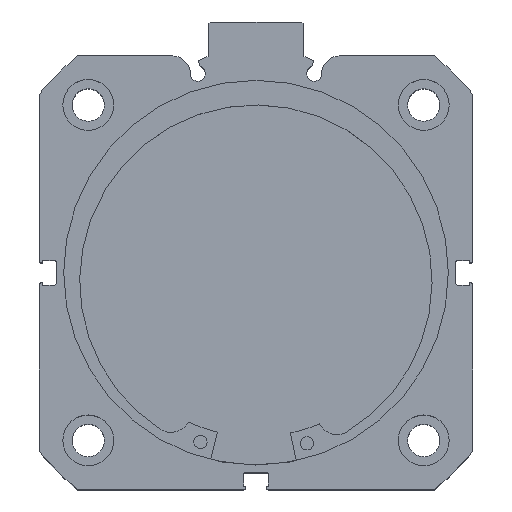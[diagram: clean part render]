
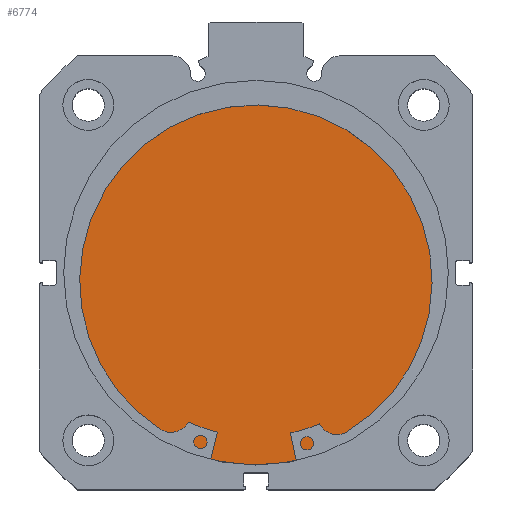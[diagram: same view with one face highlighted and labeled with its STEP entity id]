
A CAD part, top view. The second image highlights one B-rep face of the part: STEP entity #6774.
In plain terms, the highlighted face is planar.
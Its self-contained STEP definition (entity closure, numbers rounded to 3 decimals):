
#563 = EDGE_LOOP ( 'NONE', ( #4147, #4146 ) ) ;
#1487 = EDGE_CURVE ( 'NONE', #3799, #3736, #5510, .T. ) ;
#1496 = EDGE_CURVE ( 'NONE', #3736, #3799, #5521, .T. ) ;
#1872 = AXIS2_PLACEMENT_3D ( 'NONE', #4759, #4765, #4766 ) ;
#1875 = AXIS2_PLACEMENT_3D ( 'NONE', #4788, #4790, #4791 ) ;
#2112 = AXIS2_PLACEMENT_3D ( 'NONE', #2841, #2844, #2845 ) ;
#2290 = CARTESIAN_POINT ( 'NONE',  ( 13., 0., -51. ) ) ;
#2353 = CARTESIAN_POINT ( 'NONE',  ( 13., 0., 51. ) ) ;
#2841 = CARTESIAN_POINT ( 'NONE',  ( 13., 51., 0. ) ) ;
#2842 = PLANE ( 'NONE',  #2112 ) ;
#2844 = DIRECTION ( 'NONE',  ( -1., 0., 0. ) ) ;
#2845 = DIRECTION ( 'NONE',  ( 0., 0., 1. ) ) ;
#3736 = VERTEX_POINT ( 'NONE', #2290 ) ;
#3799 = VERTEX_POINT ( 'NONE', #2353 ) ;
#4146 = ORIENTED_EDGE ( 'NONE', *, *, #1496, .F. ) ;
#4147 = ORIENTED_EDGE ( 'NONE', *, *, #1487, .F. ) ;
#4759 = CARTESIAN_POINT ( 'NONE',  ( 13., 0., 0. ) ) ;
#4765 = DIRECTION ( 'NONE',  ( -1., 0., 0. ) ) ;
#4766 = DIRECTION ( 'NONE',  ( 0., 0., 1. ) ) ;
#4788 = CARTESIAN_POINT ( 'NONE',  ( 13., 0., 0. ) ) ;
#4790 = DIRECTION ( 'NONE',  ( -1., 0., 0. ) ) ;
#4791 = DIRECTION ( 'NONE',  ( 0., 0., 1. ) ) ;
#5510 = CIRCLE ( 'NONE', #1872, 51. ) ;
#5521 = CIRCLE ( 'NONE', #1875, 51. ) ;
#6114 = FACE_OUTER_BOUND ( 'NONE', #563, .T. ) ;
#6774 = ADVANCED_FACE ( 'NONE', ( #6114 ), #2842, .F. ) ;
